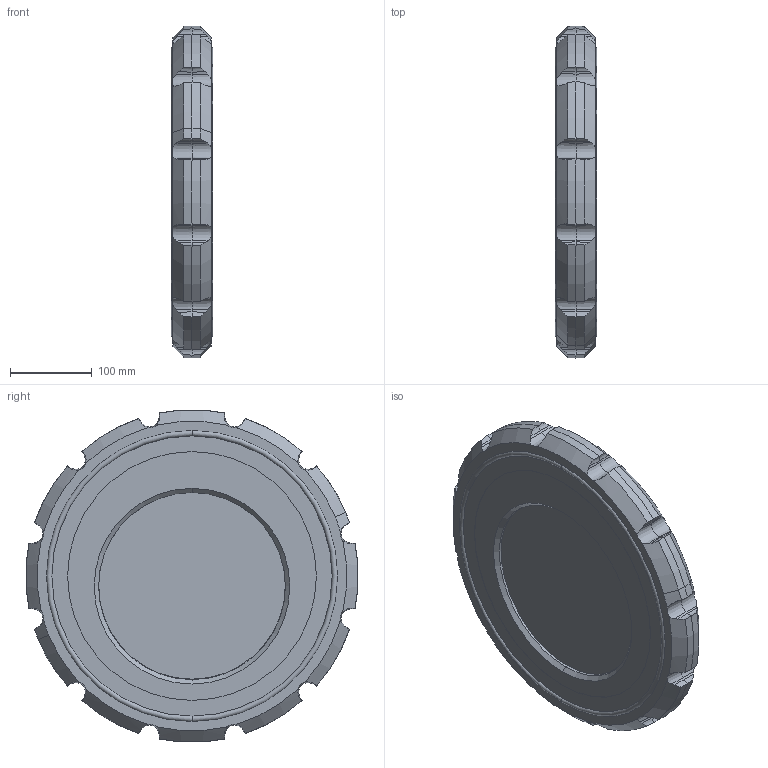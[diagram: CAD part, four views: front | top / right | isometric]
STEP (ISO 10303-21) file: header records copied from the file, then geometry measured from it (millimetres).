
FILE_DESCRIPTION(('STEP AP214'),'1');
FILE_NAME('cctmp_8CD5D6CF-C5AE-434D-9B5F-36CB4FA6730F_2018_12_7_13_45_19_102..stp','2018-12-07T12:45:19',('Praher Valves GmbH'),('CADClick - www.CADClick.com'),'Spatial InterOp 3D',' ','unknown authorization');
FILE_SCHEMA(('AUTOMOTIVE_DESIGN'));
Length unit declared in the file: millimetre
Products named in the file (1): 1
Bounding box: 50.56 x 405.5 x 405.5 mm (x, y, z)
Volume: 4623161.1 mm3; surface area: 427872.7 mm2
Topology: 1 solids, 1 shells, 453 faces, 1173 edges, 730 vertices
Faces by surface type: cone 143, plane 130, torus 104, cylinder 76
Entity records: 19942 total; most frequent: CARTESIAN_POINT 5470, ORIENTED_EDGE 2346, DIRECTION 2267, EDGE_CURVE 1173, AXIS2_PLACEMENT_3D 934, VERTEX_POINT 730, CIRCLE 478, EDGE_LOOP 471
